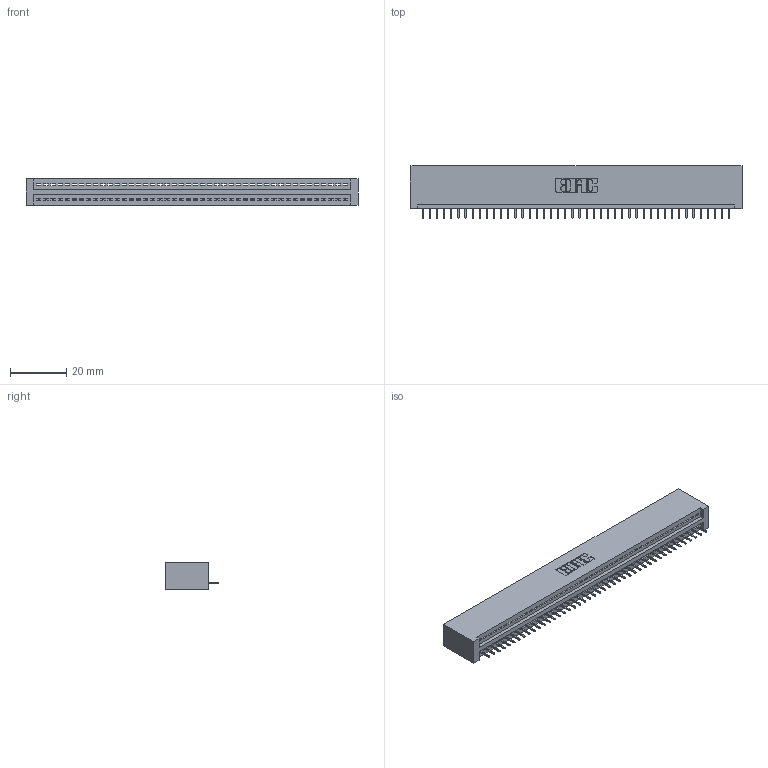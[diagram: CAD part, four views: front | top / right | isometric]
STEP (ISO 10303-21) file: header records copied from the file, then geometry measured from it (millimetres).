
FILE_DESCRIPTION (( 'STEP AP203' ), '1' );
FILE_NAME ('895-044-525-101.STEP', '2020-09-27T03:15:42', ( '' ), ( '' ), 'SwSTEP 2.0', 'SolidWorks 2020', '' );
FILE_SCHEMA (( 'CONFIG_CONTROL_DESIGN' ));
Length unit declared in the file: inch
Products named in the file (3): 845 Part_No Mounting Lugs; 345-292-001_345-293-125; 895-044-525-101
Assembly tree (45 placements, depth 2):
  895-044-525-101
    845 Part_No Mounting Lugs
    345-292-001_345-293-125  x44
Bounding box: 118.36 x 18.72 x 9.4 mm (x, y, z)
Volume: 11663.4 mm3; surface area: 15117.9 mm2
Topology: 45 solids, 45 shells, 2846 faces, 8237 edges, 5314 vertices
Faces by surface type: plane 2100, cylinder 746
Entity records: 32643 total; most frequent: CARTESIAN_POINT 5660, ORIENTED_EDGE 5638, DIRECTION 4935, EDGE_CURVE 2819, LINE 2523, VECTOR 2523, VERTEX_POINT 1874, AXIS2_PLACEMENT_3D 1206
